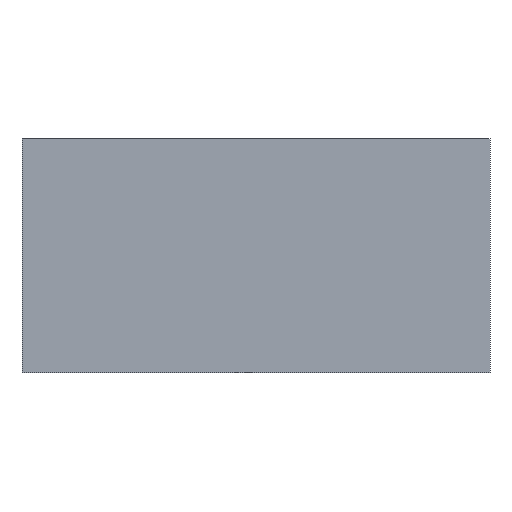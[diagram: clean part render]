
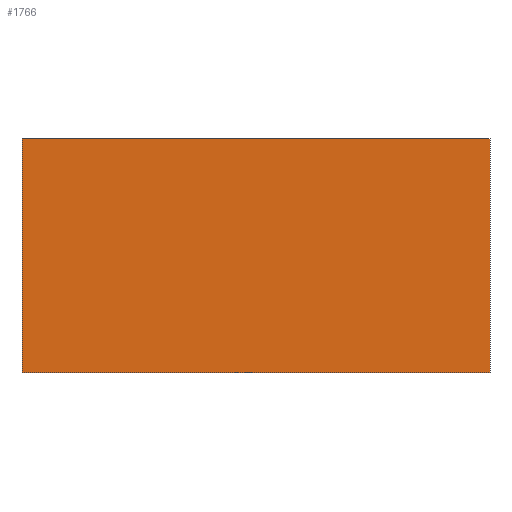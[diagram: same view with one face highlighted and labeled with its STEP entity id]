
A CAD part, front view. The second image highlights one B-rep face of the part: STEP entity #1766.
In plain terms, the highlighted planar face has unit normal (0, -1, 0).
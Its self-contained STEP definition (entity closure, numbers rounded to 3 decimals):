
#18 = CARTESIAN_POINT ( 'NONE',  ( -150., 0., 75. ) ) ;
#33 = FACE_OUTER_BOUND ( 'NONE', #1321, .T. ) ;
#43 = EDGE_CURVE ( 'NONE', #1975, #859, #1866, .T. ) ;
#164 = LINE ( 'NONE', #441, #2536 ) ;
#349 = LINE ( 'NONE', #2416, #633 ) ;
#358 = EDGE_CURVE ( 'NONE', #2352, #1245, #691, .T. ) ;
#397 = CARTESIAN_POINT ( 'NONE',  ( 150., 0., -75. ) ) ;
#441 = CARTESIAN_POINT ( 'NONE',  ( -150., 0., 75. ) ) ;
#454 = DIRECTION ( 'NONE',  ( 1., 0., 0. ) ) ;
#469 = PLANE ( 'NONE',  #2265 ) ;
#511 = ORIENTED_EDGE ( 'NONE', *, *, #2052, .F. ) ;
#633 = VECTOR ( 'NONE', #1083, 1000. ) ;
#691 = LINE ( 'NONE', #397, #1747 ) ;
#859 = VERTEX_POINT ( 'NONE', #18 ) ;
#1050 = CARTESIAN_POINT ( 'NONE',  ( -150., 0., -75. ) ) ;
#1083 = DIRECTION ( 'NONE',  ( -1., 0., 0. ) ) ;
#1157 = CARTESIAN_POINT ( 'NONE',  ( -150., 0., -75. ) ) ;
#1223 = DIRECTION ( 'NONE',  ( 0., 0., 1. ) ) ;
#1245 = VERTEX_POINT ( 'NONE', #1733 ) ;
#1278 = VECTOR ( 'NONE', #1223, 1000. ) ;
#1321 = EDGE_LOOP ( 'NONE', ( #1541, #511, #1325, #1810 ) ) ;
#1325 = ORIENTED_EDGE ( 'NONE', *, *, #358, .F. ) ;
#1468 = CARTESIAN_POINT ( 'NONE',  ( 0., 0., 0. ) ) ;
#1541 = ORIENTED_EDGE ( 'NONE', *, *, #43, .F. ) ;
#1733 = CARTESIAN_POINT ( 'NONE',  ( 150., 0., -75. ) ) ;
#1747 = VECTOR ( 'NONE', #2172, 1000. ) ;
#1766 = ADVANCED_FACE ( 'NONE', ( #33 ), #469, .F. ) ;
#1810 = ORIENTED_EDGE ( 'NONE', *, *, #2009, .F. ) ;
#1856 = DIRECTION ( 'NONE',  ( 0., 0., 1. ) ) ;
#1866 = LINE ( 'NONE', #1157, #1278 ) ;
#1975 = VERTEX_POINT ( 'NONE', #1050 ) ;
#2009 = EDGE_CURVE ( 'NONE', #859, #2352, #164, .T. ) ;
#2052 = EDGE_CURVE ( 'NONE', #1245, #1975, #349, .T. ) ;
#2060 = DIRECTION ( 'NONE',  ( 0., 1., 0. ) ) ;
#2100 = CARTESIAN_POINT ( 'NONE',  ( 150., 0., 75. ) ) ;
#2172 = DIRECTION ( 'NONE',  ( 0., 0., -1. ) ) ;
#2265 = AXIS2_PLACEMENT_3D ( 'NONE', #1468, #2060, #1856 ) ;
#2352 = VERTEX_POINT ( 'NONE', #2100 ) ;
#2416 = CARTESIAN_POINT ( 'NONE',  ( -150., 0., -75. ) ) ;
#2536 = VECTOR ( 'NONE', #454, 1000. ) ;
